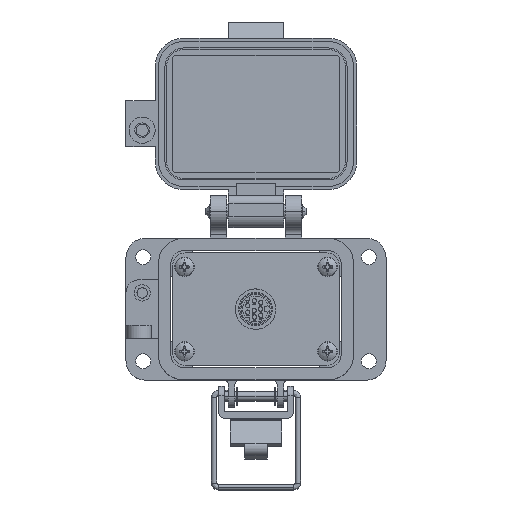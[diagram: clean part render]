
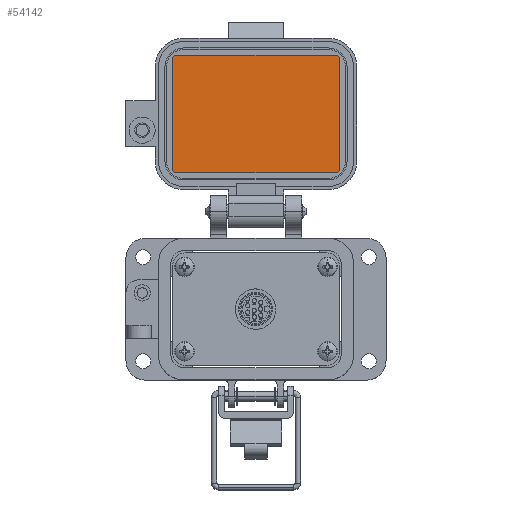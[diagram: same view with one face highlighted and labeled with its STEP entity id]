
A CAD part, top view. The second image highlights one B-rep face of the part: STEP entity #54142.
In plain terms, the highlighted planar face has unit normal (0, 0, 1).
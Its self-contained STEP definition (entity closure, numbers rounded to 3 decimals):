
#2610 = VECTOR ( 'NONE', #18592, 1000. ) ;
#2667 = DIRECTION ( 'NONE',  ( -1., 0., 0. ) ) ;
#3215 = DIRECTION ( 'NONE',  ( 0., 0., -1. ) ) ;
#3356 = CARTESIAN_POINT ( 'NONE',  ( -24.827, 84.4, -23.97 ) ) ;
#7303 = LINE ( 'NONE', #18158, #47057 ) ;
#7526 = LINE ( 'NONE', #50608, #52247 ) ;
#7573 = DIRECTION ( 'NONE',  ( 0., 0., -1. ) ) ;
#7990 = DIRECTION ( 'NONE',  ( 0., -1., 0. ) ) ;
#8550 = EDGE_CURVE ( 'NONE', #16662, #29697, #19714, .T. ) ;
#8609 = CARTESIAN_POINT ( 'NONE',  ( -24.827, 85.458, -23.97 ) ) ;
#9295 = VERTEX_POINT ( 'NONE', #33083 ) ;
#9486 = DIRECTION ( 'NONE',  ( 0., 1., 0. ) ) ;
#10379 = EDGE_CURVE ( 'NONE', #9295, #41324, #7526, .T. ) ;
#12193 = EDGE_LOOP ( 'NONE', ( #17020, #34196, #22272, #36635, #57601, #42791, #18404, #63085 ) ) ;
#13013 = AXIS2_PLACEMENT_3D ( 'NONE', #18190, #24144, #45510 ) ;
#13200 = PLANE ( 'NONE',  #40312 ) ;
#16108 = EDGE_CURVE ( 'NONE', #41324, #52084, #61559, .T. ) ;
#16662 = VERTEX_POINT ( 'NONE', #35682 ) ;
#17020 = ORIENTED_EDGE ( 'NONE', *, *, #32142, .F. ) ;
#18158 = CARTESIAN_POINT ( 'NONE',  ( 25.885, 67.329, -23.97 ) ) ;
#18190 = CARTESIAN_POINT ( 'NONE',  ( 24.827, 84.4, -23.97 ) ) ;
#18284 = CARTESIAN_POINT ( 'NONE',  ( 25.885, 84.4, -23.97 ) ) ;
#18404 = ORIENTED_EDGE ( 'NONE', *, *, #8550, .F. ) ;
#18592 = DIRECTION ( 'NONE',  ( 1., 0., 0. ) ) ;
#19622 = VECTOR ( 'NONE', #9486, 1000. ) ;
#19714 = CIRCLE ( 'NONE', #13013, 1.057 ) ;
#20205 = EDGE_CURVE ( 'NONE', #29697, #55006, #7303, .T. ) ;
#20333 = LINE ( 'NONE', #46948, #19622 ) ;
#22217 = AXIS2_PLACEMENT_3D ( 'NONE', #3356, #7573, #35567 ) ;
#22272 = ORIENTED_EDGE ( 'NONE', *, *, #16108, .F. ) ;
#23352 = FACE_OUTER_BOUND ( 'NONE', #12193, .T. ) ;
#24144 = DIRECTION ( 'NONE',  ( 0., 0., -1. ) ) ;
#24469 = CIRCLE ( 'NONE', #22217, 1.057 ) ;
#27010 = CARTESIAN_POINT ( 'NONE',  ( -25.885, 50.257, -23.97 ) ) ;
#29079 = CARTESIAN_POINT ( 'NONE',  ( 0., 85.458, -23.97 ) ) ;
#29282 = DIRECTION ( 'NONE',  ( 0., 0., -1. ) ) ;
#29697 = VERTEX_POINT ( 'NONE', #18284 ) ;
#30169 = CARTESIAN_POINT ( 'NONE',  ( -24.827, 50.257, -23.97 ) ) ;
#32142 = EDGE_CURVE ( 'NONE', #33705, #63450, #24469, .T. ) ;
#33083 = CARTESIAN_POINT ( 'NONE',  ( 24.828, 49.199, -23.97 ) ) ;
#33705 = VERTEX_POINT ( 'NONE', #63412 ) ;
#33847 = DIRECTION ( 'NONE',  ( 0., 0., -1. ) ) ;
#34196 = ORIENTED_EDGE ( 'NONE', *, *, #50364, .F. ) ;
#35567 = DIRECTION ( 'NONE',  ( -1., 0., 0. ) ) ;
#35682 = CARTESIAN_POINT ( 'NONE',  ( 24.827, 85.458, -23.97 ) ) ;
#36635 = ORIENTED_EDGE ( 'NONE', *, *, #10379, .F. ) ;
#40312 = AXIS2_PLACEMENT_3D ( 'NONE', #44729, #33847, #61175 ) ;
#41047 = DIRECTION ( 'NONE',  ( -1., 0., 0. ) ) ;
#41054 = EDGE_CURVE ( 'NONE', #55006, #9295, #56697, .T. ) ;
#41324 = VERTEX_POINT ( 'NONE', #47803 ) ;
#42791 = ORIENTED_EDGE ( 'NONE', *, *, #20205, .F. ) ;
#44729 = CARTESIAN_POINT ( 'NONE',  ( 0., 67.329, -23.97 ) ) ;
#45257 = CARTESIAN_POINT ( 'NONE',  ( 25.885, 50.257, -23.97 ) ) ;
#45510 = DIRECTION ( 'NONE',  ( -1., 0., 0. ) ) ;
#45917 = AXIS2_PLACEMENT_3D ( 'NONE', #30169, #3215, #41047 ) ;
#46278 = EDGE_CURVE ( 'NONE', #63450, #16662, #66552, .T. ) ;
#46948 = CARTESIAN_POINT ( 'NONE',  ( -25.885, 67.329, -23.97 ) ) ;
#47057 = VECTOR ( 'NONE', #7990, 1000. ) ;
#47803 = CARTESIAN_POINT ( 'NONE',  ( -24.827, 49.199, -23.97 ) ) ;
#50364 = EDGE_CURVE ( 'NONE', #52084, #33705, #20333, .T. ) ;
#50608 = CARTESIAN_POINT ( 'NONE',  ( 0., 49.199, -23.97 ) ) ;
#52084 = VERTEX_POINT ( 'NONE', #27010 ) ;
#52247 = VECTOR ( 'NONE', #66007, 1000. ) ;
#54142 = ADVANCED_FACE ( 'NONE', ( #23352 ), #13200, .F. ) ;
#55006 = VERTEX_POINT ( 'NONE', #45257 ) ;
#55915 = CARTESIAN_POINT ( 'NONE',  ( 24.827, 50.257, -23.97 ) ) ;
#56697 = CIRCLE ( 'NONE', #68944, 1.057 ) ;
#57601 = ORIENTED_EDGE ( 'NONE', *, *, #41054, .F. ) ;
#61175 = DIRECTION ( 'NONE',  ( 0., 1., 0. ) ) ;
#61559 = CIRCLE ( 'NONE', #45917, 1.057 ) ;
#63085 = ORIENTED_EDGE ( 'NONE', *, *, #46278, .F. ) ;
#63412 = CARTESIAN_POINT ( 'NONE',  ( -25.885, 84.4, -23.97 ) ) ;
#63450 = VERTEX_POINT ( 'NONE', #8609 ) ;
#66007 = DIRECTION ( 'NONE',  ( -1., 0., 0. ) ) ;
#66552 = LINE ( 'NONE', #29079, #2610 ) ;
#68944 = AXIS2_PLACEMENT_3D ( 'NONE', #55915, #29282, #2667 ) ;
